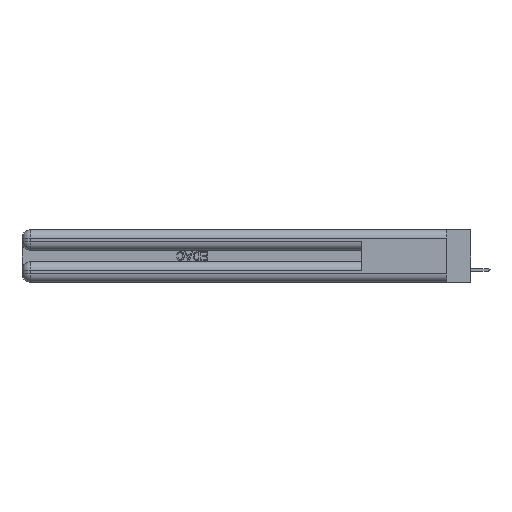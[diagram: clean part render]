
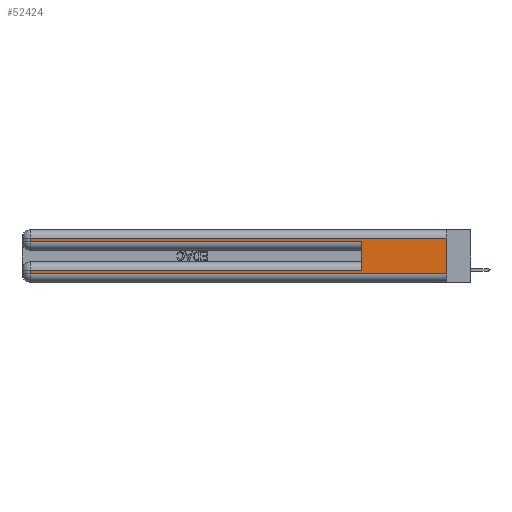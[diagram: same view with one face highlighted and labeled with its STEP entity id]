
A CAD part, left-side view. The second image highlights one B-rep face of the part: STEP entity #52424.
In plain terms, the highlighted planar face has unit normal (-1, 0, 0).
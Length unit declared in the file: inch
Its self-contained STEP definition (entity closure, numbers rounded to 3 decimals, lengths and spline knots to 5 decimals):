
#299 = CARTESIAN_POINT ( 'NONE',  ( 0., 0., 0.06 ) ) ;
#433 = CARTESIAN_POINT ( 'NONE',  ( 0., 0., 0.06 ) ) ;
#509 = DIRECTION ( 'NONE',  ( 0., -1., 0. ) ) ;
#789 = EDGE_CURVE ( 'NONE', #52567, #50251, #29519, .T. ) ;
#2157 = DIRECTION ( 'NONE',  ( 0., 0., -1. ) ) ;
#3483 = CARTESIAN_POINT ( 'NONE',  ( 0., 0.6, 0.145 ) ) ;
#3703 = LINE ( 'NONE', #7903, #27114 ) ;
#3902 = CARTESIAN_POINT ( 'NONE',  ( 0., 0., 0.285 ) ) ;
#4322 = CARTESIAN_POINT ( 'NONE',  ( 0., 2.94, 0.31 ) ) ;
#5476 = CARTESIAN_POINT ( 'NONE',  ( 0., 2.94, 0.37 ) ) ;
#6018 = LINE ( 'NONE', #5476, #29526 ) ;
#6295 = VECTOR ( 'NONE', #509, 39.37008 ) ;
#6618 = CARTESIAN_POINT ( 'NONE',  ( 0., 0., 0.37 ) ) ;
#7734 = VECTOR ( 'NONE', #54742, 39.37008 ) ;
#7903 = CARTESIAN_POINT ( 'NONE',  ( 0., 2.94, 0.37 ) ) ;
#8931 = VECTOR ( 'NONE', #2157, 39.37008 ) ;
#10113 = CARTESIAN_POINT ( 'NONE',  ( 0., 0., 0.31 ) ) ;
#10168 = VERTEX_POINT ( 'NONE', #24348 ) ;
#10468 = AXIS2_PLACEMENT_3D ( 'NONE', #29020, #29290, #11528 ) ;
#10479 = ORIENTED_EDGE ( 'NONE', *, *, #33775, .T. ) ;
#11528 = DIRECTION ( 'NONE',  ( 0., 0., -1. ) ) ;
#11835 = EDGE_CURVE ( 'NONE', #10168, #27463, #51608, .T. ) ;
#12264 = CARTESIAN_POINT ( 'NONE',  ( 0., 0., 0.085 ) ) ;
#12551 = VECTOR ( 'NONE', #20627, 39.37008 ) ;
#13465 = CARTESIAN_POINT ( 'NONE',  ( 0., 2.94, 0.285 ) ) ;
#13521 = EDGE_LOOP ( 'NONE', ( #53267, #24850, #48146, #40227, #52019, #16693, #44939, #10479 ) ) ;
#14141 = EDGE_CURVE ( 'NONE', #17417, #52567, #6018, .T. ) ;
#16693 = ORIENTED_EDGE ( 'NONE', *, *, #11835, .T. ) ;
#17417 = VERTEX_POINT ( 'NONE', #4322 ) ;
#17788 = EDGE_CURVE ( 'NONE', #27463, #49298, #3703, .T. ) ;
#20627 = DIRECTION ( 'NONE',  ( 0., 0., 1. ) ) ;
#21256 = DIRECTION ( 'NONE',  ( 0., -1., 0. ) ) ;
#24348 = CARTESIAN_POINT ( 'NONE',  ( 0., 0.6, 0.085 ) ) ;
#24850 = ORIENTED_EDGE ( 'NONE', *, *, #40704, .T. ) ;
#25112 = DIRECTION ( 'NONE',  ( 0., 0., -1. ) ) ;
#25477 = VECTOR ( 'NONE', #31810, 39.37008 ) ;
#26406 = VERTEX_POINT ( 'NONE', #299 ) ;
#26778 = VERTEX_POINT ( 'NONE', #55324 ) ;
#26981 = EDGE_CURVE ( 'NONE', #10168, #50251, #41988, .T. ) ;
#27114 = VECTOR ( 'NONE', #25112, 39.37008 ) ;
#27381 = VECTOR ( 'NONE', #21256, 39.37008 ) ;
#27463 = VERTEX_POINT ( 'NONE', #46161 ) ;
#29020 = CARTESIAN_POINT ( 'NONE',  ( 0., 0., 0.37 ) ) ;
#29290 = DIRECTION ( 'NONE',  ( 1., 0., 0. ) ) ;
#29519 = LINE ( 'NONE', #3902, #6295 ) ;
#29526 = VECTOR ( 'NONE', #52966, 39.37008 ) ;
#31810 = DIRECTION ( 'NONE',  ( 0., 1., 0. ) ) ;
#33203 = PLANE ( 'NONE',  #10468 ) ;
#33775 = EDGE_CURVE ( 'NONE', #49298, #26406, #33889, .T. ) ;
#33889 = LINE ( 'NONE', #433, #27381 ) ;
#40227 = ORIENTED_EDGE ( 'NONE', *, *, #789, .T. ) ;
#40704 = EDGE_CURVE ( 'NONE', #26778, #17417, #48679, .T. ) ;
#41637 = FACE_OUTER_BOUND ( 'NONE', #13521, .T. ) ;
#41988 = LINE ( 'NONE', #3483, #12551 ) ;
#44332 = CARTESIAN_POINT ( 'NONE',  ( 0., 0.6, 0.285 ) ) ;
#44939 = ORIENTED_EDGE ( 'NONE', *, *, #17788, .T. ) ;
#46020 = CARTESIAN_POINT ( 'NONE',  ( 0., 2.94, 0.06 ) ) ;
#46161 = CARTESIAN_POINT ( 'NONE',  ( 0., 2.94, 0.085 ) ) ;
#48146 = ORIENTED_EDGE ( 'NONE', *, *, #14141, .T. ) ;
#48679 = LINE ( 'NONE', #10113, #25477 ) ;
#49298 = VERTEX_POINT ( 'NONE', #46020 ) ;
#50251 = VERTEX_POINT ( 'NONE', #44332 ) ;
#50287 = EDGE_CURVE ( 'NONE', #26778, #26406, #53865, .T. ) ;
#51608 = LINE ( 'NONE', #12264, #7734 ) ;
#52019 = ORIENTED_EDGE ( 'NONE', *, *, #26981, .F. ) ;
#52424 = ADVANCED_FACE ( 'NONE', ( #41637 ), #33203, .F. ) ;
#52567 = VERTEX_POINT ( 'NONE', #13465 ) ;
#52966 = DIRECTION ( 'NONE',  ( 0., 0., -1. ) ) ;
#53267 = ORIENTED_EDGE ( 'NONE', *, *, #50287, .F. ) ;
#53865 = LINE ( 'NONE', #6618, #8931 ) ;
#54742 = DIRECTION ( 'NONE',  ( 0., 1., 0. ) ) ;
#55324 = CARTESIAN_POINT ( 'NONE',  ( 0., 0., 0.31 ) ) ;
